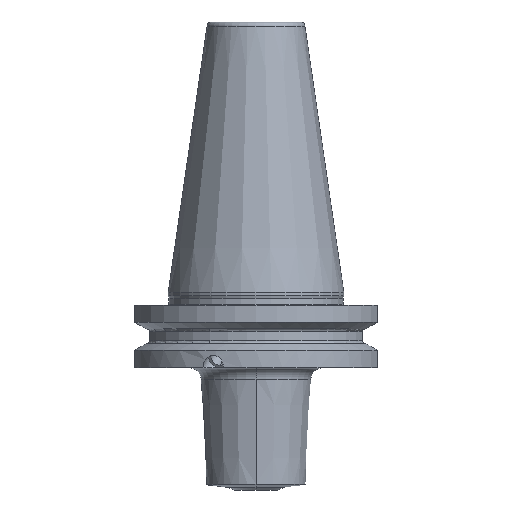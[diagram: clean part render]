
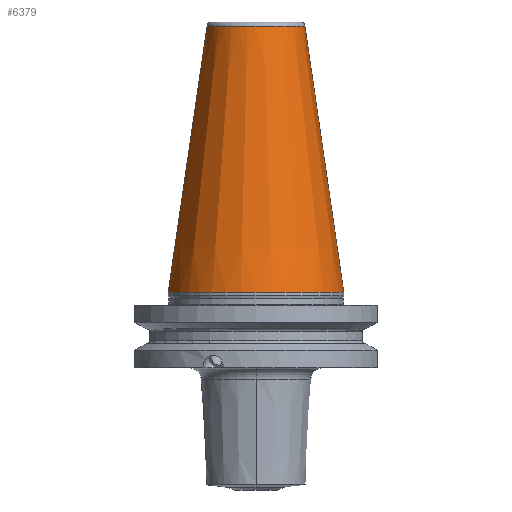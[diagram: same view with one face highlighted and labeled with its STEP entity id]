
A CAD part, front view. The second image highlights one B-rep face of the part: STEP entity #6379.
In plain terms, the highlighted conical face has half-angle 8.3 degrees and reference radius 17.311 mm.
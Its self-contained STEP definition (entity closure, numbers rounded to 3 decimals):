
#2019=CARTESIAN_POINT('',(0.,0.,0.));
#2020=DIRECTION('',(0.,0.,1.));
#2021=DIRECTION('',(-1.,0.,0.));
#2022=AXIS2_PLACEMENT_3D('',#2019,#2020,#2021);
#2035=CARTESIAN_POINT('',(0.,0.,67.373));
#2036=DIRECTION('',(0.,0.,1.));
#2037=DIRECTION('',(-1.,0.,0.));
#2038=AXIS2_PLACEMENT_3D('',#2035,#2036,#2037);
#2227=DIRECTION('',(0.144,0.,0.99));
#2228=VECTOR('',#2227,68.086);
#2229=CARTESIAN_POINT('',(-22.225,0.,0.));
#2230=LINE('',#2229,#2228);
#2242=DIRECTION('',(-0.144,0.,0.99));
#2243=VECTOR('',#2242,68.086);
#2244=CARTESIAN_POINT('',(22.225,0.,0.));
#2245=LINE('',#2244,#2243);
#4852=CARTESIAN_POINT('',(22.225,0.,0.));
#4853=VERTEX_POINT('',#4852);
#4854=CARTESIAN_POINT('',(-22.225,0.,0.));
#4855=VERTEX_POINT('',#4854);
#5012=CARTESIAN_POINT('',(-12.396,0.,67.373));
#5013=CARTESIAN_POINT('',(12.396,0.,67.373));
#5014=VERTEX_POINT('',#5012);
#5015=VERTEX_POINT('',#5013);
#6365=CARTESIAN_POINT('',(0.,0.,33.687));
#6366=DIRECTION('',(0.,0.,-1.));
#6367=DIRECTION('',(-1.,0.,0.));
#6368=AXIS2_PLACEMENT_3D('',#6365,#6366,#6367);
#6369=CONICAL_SURFACE('',#6368,17.311,8.3);
#6371=ORIENTED_EDGE('',*,*,#6370,.T.);
#6373=ORIENTED_EDGE('',*,*,#6372,.F.);
#6374=ORIENTED_EDGE('',*,*,#6360,.F.);
#6376=ORIENTED_EDGE('',*,*,#6375,.T.);
#6377=EDGE_LOOP('',(#6371,#6373,#6374,#6376));
#6378=FACE_OUTER_BOUND('',#6377,.F.);
#2023=CIRCLE('',#2022,22.225);
#2039=CIRCLE('',#2038,12.396);
#6360=EDGE_CURVE('',#4855,#4853,#2023,.T.);
#6370=EDGE_CURVE('',#5014,#5015,#2039,.T.);
#6372=EDGE_CURVE('',#4853,#5015,#2245,.T.);
#6375=EDGE_CURVE('',#4855,#5014,#2230,.T.);
#6379=ADVANCED_FACE('',(#6378),#6369,.T.);
